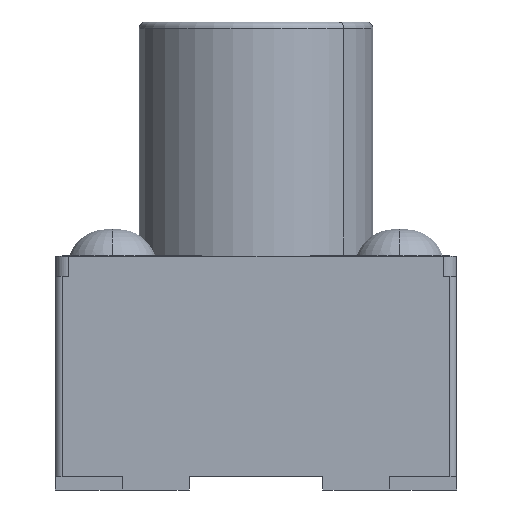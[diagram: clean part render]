
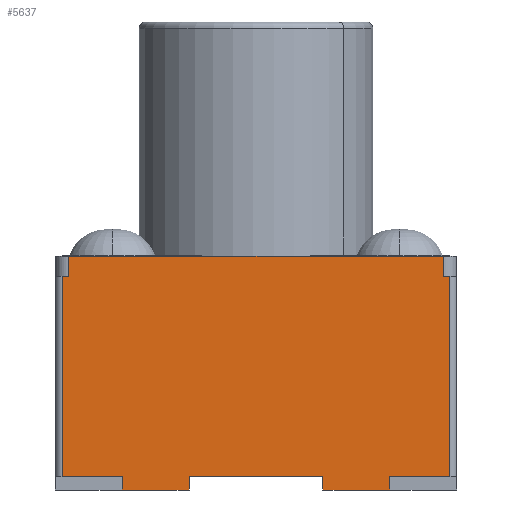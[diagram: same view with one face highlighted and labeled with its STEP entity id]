
A CAD part, left-side view. The second image highlights one B-rep face of the part: STEP entity #5637.
In plain terms, the highlighted planar face has unit normal (-1, 0, 0).
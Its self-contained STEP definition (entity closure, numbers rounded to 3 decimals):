
#117 = LINE ( 'NONE', #2002, #1970 ) ;
#170 = VERTEX_POINT ( 'NONE', #1022 ) ;
#255 = VECTOR ( 'NONE', #1170, 1000. ) ;
#327 = LINE ( 'NONE', #5993, #5687 ) ;
#330 = VERTEX_POINT ( 'NONE', #4070 ) ;
#339 = CARTESIAN_POINT ( 'NONE',  ( -135.346, 29.818, 103.782 ) ) ;
#343 = EDGE_CURVE ( 'NONE', #4078, #330, #3615, .T. ) ;
#435 = AXIS2_PLACEMENT_3D ( 'NONE', #1917, #3797, #438 ) ;
#438 = DIRECTION ( 'NONE',  ( 0., 0., -1. ) ) ;
#470 = LINE ( 'NONE', #2361, #941 ) ;
#490 = EDGE_CURVE ( 'NONE', #3794, #4700, #1043, .T. ) ;
#535 = VERTEX_POINT ( 'NONE', #5714 ) ;
#675 = CARTESIAN_POINT ( 'NONE',  ( -135.346, 25.818, 103.582 ) ) ;
#696 = LINE ( 'NONE', #4300, #4660 ) ;
#753 = DIRECTION ( 'NONE',  ( 0., 1., 0. ) ) ;
#762 = VERTEX_POINT ( 'NONE', #1856 ) ;
#770 = ORIENTED_EDGE ( 'NONE', *, *, #3977, .F. ) ;
#810 = ORIENTED_EDGE ( 'NONE', *, *, #4032, .T. ) ;
#823 = VERTEX_POINT ( 'NONE', #1652 ) ;
#900 = DIRECTION ( 'NONE',  ( 0., 1., 0. ) ) ;
#941 = VECTOR ( 'NONE', #964, 1000. ) ;
#949 = ORIENTED_EDGE ( 'NONE', *, *, #5041, .F. ) ;
#964 = DIRECTION ( 'NONE',  ( 0., -1., 0. ) ) ;
#1009 = ORIENTED_EDGE ( 'NONE', *, *, #5681, .T. ) ;
#1022 = CARTESIAN_POINT ( 'NONE',  ( -135.346, 29.618, 106.782 ) ) ;
#1043 = LINE ( 'NONE', #3934, #4481 ) ;
#1170 = DIRECTION ( 'NONE',  ( 0., 0., -1. ) ) ;
#1190 = EDGE_CURVE ( 'NONE', #170, #2232, #4560, .T. ) ;
#1197 = VERTEX_POINT ( 'NONE', #5023 ) ;
#1212 = LINE ( 'NONE', #2180, #4458 ) ;
#1290 = DIRECTION ( 'NONE',  ( 0., -1., 0. ) ) ;
#1348 = CARTESIAN_POINT ( 'NONE',  ( -135.346, 27.818, 103.782 ) ) ;
#1415 = CARTESIAN_POINT ( 'NONE',  ( -135.346, 27.818, 103.782 ) ) ;
#1422 = ORIENTED_EDGE ( 'NONE', *, *, #490, .F. ) ;
#1524 = ORIENTED_EDGE ( 'NONE', *, *, #3813, .T. ) ;
#1536 = VERTEX_POINT ( 'NONE', #1723 ) ;
#1543 = CARTESIAN_POINT ( 'NONE',  ( -135.346, 24.818, 103.582 ) ) ;
#1549 = EDGE_CURVE ( 'NONE', #4747, #4700, #327, .T. ) ;
#1551 = CARTESIAN_POINT ( 'NONE',  ( -135.346, 24.018, 107.082 ) ) ;
#1575 = ORIENTED_EDGE ( 'NONE', *, *, #4292, .F. ) ;
#1652 = CARTESIAN_POINT ( 'NONE',  ( -135.346, 23.918, 103.782 ) ) ;
#1666 = LINE ( 'NONE', #2164, #3101 ) ;
#1712 = CARTESIAN_POINT ( 'NONE',  ( -135.346, 25.818, 103.782 ) ) ;
#1723 = CARTESIAN_POINT ( 'NONE',  ( -135.346, 27.818, 103.582 ) ) ;
#1856 = CARTESIAN_POINT ( 'NONE',  ( -135.346, 24.018, 106.782 ) ) ;
#1917 = CARTESIAN_POINT ( 'NONE',  ( -135.346, 29.618, 106.782 ) ) ;
#1919 = VECTOR ( 'NONE', #2523, 1000. ) ;
#1970 = VECTOR ( 'NONE', #3423, 1000. ) ;
#1988 = ORIENTED_EDGE ( 'NONE', *, *, #4587, .F. ) ;
#2002 = CARTESIAN_POINT ( 'NONE',  ( -135.346, 29.818, 103.582 ) ) ;
#2022 = VECTOR ( 'NONE', #3157, 1000. ) ;
#2120 = VECTOR ( 'NONE', #5683, 1000. ) ;
#2128 = CARTESIAN_POINT ( 'NONE',  ( -135.346, 28.818, 103.782 ) ) ;
#2129 = VERTEX_POINT ( 'NONE', #1551 ) ;
#2164 = CARTESIAN_POINT ( 'NONE',  ( -135.346, 23.918, 106.782 ) ) ;
#2169 = CARTESIAN_POINT ( 'NONE',  ( -135.346, 29.618, 107.082 ) ) ;
#2180 = CARTESIAN_POINT ( 'NONE',  ( -135.346, 24.018, 106.782 ) ) ;
#2232 = VERTEX_POINT ( 'NONE', #2169 ) ;
#2361 = CARTESIAN_POINT ( 'NONE',  ( -135.346, 29.818, 106.782 ) ) ;
#2493 = LINE ( 'NONE', #3362, #5051 ) ;
#2523 = DIRECTION ( 'NONE',  ( 0., -1., 0. ) ) ;
#2593 = ORIENTED_EDGE ( 'NONE', *, *, #1549, .T. ) ;
#2761 = PLANE ( 'NONE',  #435 ) ;
#2791 = FACE_OUTER_BOUND ( 'NONE', #3388, .T. ) ;
#2930 = DIRECTION ( 'NONE',  ( 0., -1., 0. ) ) ;
#2954 = LINE ( 'NONE', #5711, #5550 ) ;
#3101 = VECTOR ( 'NONE', #4583, 1000. ) ;
#3157 = DIRECTION ( 'NONE',  ( 0., 0., 1. ) ) ;
#3335 = CARTESIAN_POINT ( 'NONE',  ( -135.346, 25.818, 103.782 ) ) ;
#3362 = CARTESIAN_POINT ( 'NONE',  ( -135.346, 23.818, 103.782 ) ) ;
#3388 = EDGE_LOOP ( 'NONE', ( #770, #4399, #1988, #810, #3631, #4906, #5096, #1575, #949, #1524, #2593, #1422, #1009, #4896, #5770, #5851 ) ) ;
#3423 = DIRECTION ( 'NONE',  ( 0., -1., 0. ) ) ;
#3479 = DIRECTION ( 'NONE',  ( 0., -1., 0. ) ) ;
#3541 = VERTEX_POINT ( 'NONE', #3849 ) ;
#3615 = LINE ( 'NONE', #5969, #255 ) ;
#3631 = ORIENTED_EDGE ( 'NONE', *, *, #4789, .F. ) ;
#3665 = EDGE_CURVE ( 'NONE', #330, #1536, #117, .T. ) ;
#3773 = EDGE_CURVE ( 'NONE', #823, #535, #1666, .T. ) ;
#3794 = VERTEX_POINT ( 'NONE', #4550 ) ;
#3797 = DIRECTION ( 'NONE',  ( -1., 0., 0. ) ) ;
#3813 = EDGE_CURVE ( 'NONE', #4954, #4747, #5140, .T. ) ;
#3844 = DIRECTION ( 'NONE',  ( 0., 0., -1. ) ) ;
#3849 = CARTESIAN_POINT ( 'NONE',  ( -135.346, 29.718, 106.782 ) ) ;
#3934 = CARTESIAN_POINT ( 'NONE',  ( -135.346, 24.818, 103.782 ) ) ;
#3977 = EDGE_CURVE ( 'NONE', #2232, #2129, #5838, .T. ) ;
#3998 = EDGE_CURVE ( 'NONE', #762, #535, #2954, .T. ) ;
#4032 = EDGE_CURVE ( 'NONE', #3541, #1197, #696, .T. ) ;
#4050 = DIRECTION ( 'NONE',  ( 0., 0., 1. ) ) ;
#4070 = CARTESIAN_POINT ( 'NONE',  ( -135.346, 28.818, 103.582 ) ) ;
#4078 = VERTEX_POINT ( 'NONE', #2128 ) ;
#4187 = LINE ( 'NONE', #1415, #2120 ) ;
#4197 = CARTESIAN_POINT ( 'NONE',  ( -135.346, 27.818, 103.782 ) ) ;
#4277 = DIRECTION ( 'NONE',  ( 0., 0., -1. ) ) ;
#4292 = EDGE_CURVE ( 'NONE', #5582, #1536, #4187, .T. ) ;
#4300 = CARTESIAN_POINT ( 'NONE',  ( -135.346, 29.718, 106.782 ) ) ;
#4327 = CARTESIAN_POINT ( 'NONE',  ( -135.346, 29.618, 107.082 ) ) ;
#4399 = ORIENTED_EDGE ( 'NONE', *, *, #1190, .F. ) ;
#4458 = VECTOR ( 'NONE', #4050, 1000. ) ;
#4481 = VECTOR ( 'NONE', #4277, 1000. ) ;
#4550 = CARTESIAN_POINT ( 'NONE',  ( -135.346, 24.818, 103.782 ) ) ;
#4560 = LINE ( 'NONE', #4963, #2022 ) ;
#4583 = DIRECTION ( 'NONE',  ( 0., 0., 1. ) ) ;
#4584 = LINE ( 'NONE', #339, #5072 ) ;
#4587 = EDGE_CURVE ( 'NONE', #3541, #170, #470, .T. ) ;
#4660 = VECTOR ( 'NONE', #3844, 1000. ) ;
#4700 = VERTEX_POINT ( 'NONE', #1543 ) ;
#4747 = VERTEX_POINT ( 'NONE', #675 ) ;
#4756 = VECTOR ( 'NONE', #6031, 1000. ) ;
#4789 = EDGE_CURVE ( 'NONE', #4078, #1197, #4584, .T. ) ;
#4896 = ORIENTED_EDGE ( 'NONE', *, *, #3773, .T. ) ;
#4906 = ORIENTED_EDGE ( 'NONE', *, *, #343, .T. ) ;
#4954 = VERTEX_POINT ( 'NONE', #1712 ) ;
#4963 = CARTESIAN_POINT ( 'NONE',  ( -135.346, 29.618, 106.782 ) ) ;
#5023 = CARTESIAN_POINT ( 'NONE',  ( -135.346, 29.718, 103.782 ) ) ;
#5041 = EDGE_CURVE ( 'NONE', #4954, #5582, #5888, .T. ) ;
#5051 = VECTOR ( 'NONE', #2930, 1000. ) ;
#5057 = VECTOR ( 'NONE', #753, 1000. ) ;
#5072 = VECTOR ( 'NONE', #900, 1000. ) ;
#5096 = ORIENTED_EDGE ( 'NONE', *, *, #3665, .T. ) ;
#5140 = LINE ( 'NONE', #3335, #4756 ) ;
#5550 = VECTOR ( 'NONE', #3479, 1000. ) ;
#5582 = VERTEX_POINT ( 'NONE', #4197 ) ;
#5637 = ADVANCED_FACE ( 'NONE', ( #2791 ), #2761, .T. ) ;
#5681 = EDGE_CURVE ( 'NONE', #3794, #823, #2493, .T. ) ;
#5683 = DIRECTION ( 'NONE',  ( 0., 0., -1. ) ) ;
#5687 = VECTOR ( 'NONE', #1290, 1000. ) ;
#5711 = CARTESIAN_POINT ( 'NONE',  ( -135.346, 29.818, 106.782 ) ) ;
#5714 = CARTESIAN_POINT ( 'NONE',  ( -135.346, 23.918, 106.782 ) ) ;
#5770 = ORIENTED_EDGE ( 'NONE', *, *, #3998, .F. ) ;
#5838 = LINE ( 'NONE', #4327, #1919 ) ;
#5851 = ORIENTED_EDGE ( 'NONE', *, *, #6086, .T. ) ;
#5888 = LINE ( 'NONE', #1348, #5057 ) ;
#5969 = CARTESIAN_POINT ( 'NONE',  ( -135.346, 28.818, 103.782 ) ) ;
#5993 = CARTESIAN_POINT ( 'NONE',  ( -135.346, 29.818, 103.582 ) ) ;
#6031 = DIRECTION ( 'NONE',  ( 0., 0., -1. ) ) ;
#6086 = EDGE_CURVE ( 'NONE', #762, #2129, #1212, .T. ) ;
